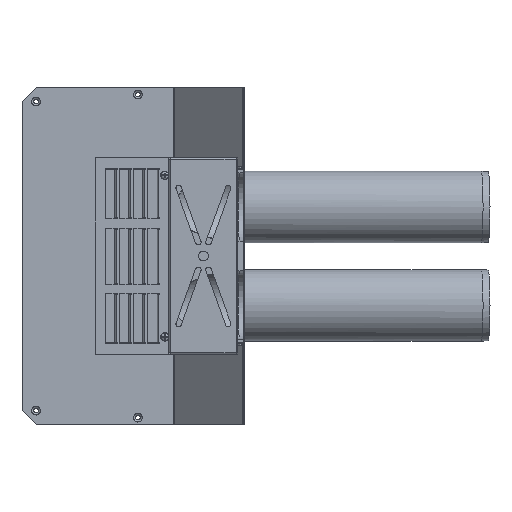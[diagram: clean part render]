
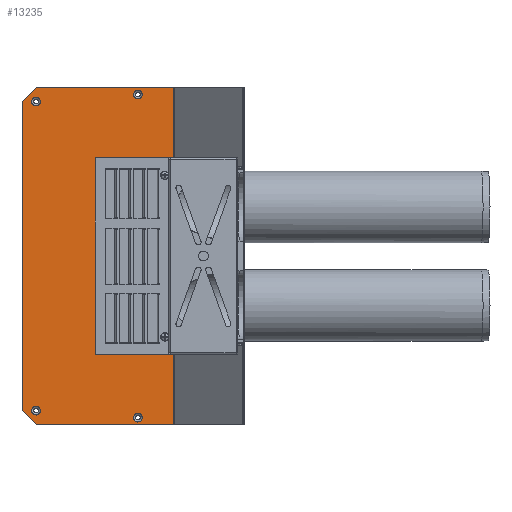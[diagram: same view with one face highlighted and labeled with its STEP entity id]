
A CAD part, top view. The second image highlights one B-rep face of the part: STEP entity #13235.
In plain terms, the highlighted planar face has unit normal (0, 0, 1).
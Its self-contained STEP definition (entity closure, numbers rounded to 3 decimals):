
#1181=FACE_BOUND('',#3047,.T.);
#1182=FACE_BOUND('',#3048,.T.);
#1183=FACE_BOUND('',#3049,.T.);
#1184=FACE_BOUND('',#3050,.T.);
#1646=PLANE('',#14117);
#2277=FACE_OUTER_BOUND('',#3046,.T.);
#3046=EDGE_LOOP('',(#11878,#11879,#11880,#11881,#11882,#11883,#11884,#11885,
#11886,#11887,#11888,#11889,#11890,#11891,#11892,#11893,#11894,#11895,#11896,
#11897));
#3047=EDGE_LOOP('',(#11898));
#3048=EDGE_LOOP('',(#11899));
#3049=EDGE_LOOP('',(#11900));
#3050=EDGE_LOOP('',(#11901));
#4313=LINE('',#20996,#5748);
#4317=LINE('',#21012,#5752);
#4320=LINE('',#21018,#5755);
#4323=LINE('',#21024,#5758);
#4338=LINE('',#21059,#5773);
#4341=LINE('',#21063,#5776);
#4342=LINE('',#21066,#5777);
#4344=LINE('',#21070,#5779);
#4346=LINE('',#21074,#5781);
#4348=LINE('',#21078,#5783);
#4350=LINE('',#21082,#5785);
#4353=LINE('',#21090,#5788);
#4356=LINE('',#21098,#5791);
#4358=LINE('',#21102,#5793);
#4360=LINE('',#21106,#5795);
#4362=LINE('',#21109,#5797);
#4363=LINE('',#21112,#5798);
#4365=LINE('',#21115,#5800);
#5748=VECTOR('',#17100,10.);
#5752=VECTOR('',#17120,10.);
#5755=VECTOR('',#17125,10.);
#5758=VECTOR('',#17130,10.);
#5773=VECTOR('',#17153,10.);
#5776=VECTOR('',#17158,10.);
#5777=VECTOR('',#17161,10.);
#5779=VECTOR('',#17165,10.);
#5781=VECTOR('',#17169,10.);
#5783=VECTOR('',#17173,10.);
#5785=VECTOR('',#17177,10.);
#5788=VECTOR('',#17186,10.);
#5791=VECTOR('',#17195,10.);
#5793=VECTOR('',#17199,10.);
#5795=VECTOR('',#17203,10.);
#5797=VECTOR('',#17207,10.);
#5798=VECTOR('',#17210,10.);
#5800=VECTOR('',#17214,10.);
#6219=CIRCLE('',#13995,6.2);
#6221=CIRCLE('',#13998,6.2);
#6225=CIRCLE('',#14004,6.2);
#6227=CIRCLE('',#14007,6.2);
#6257=CIRCLE('',#14107,2.);
#6258=CIRCLE('',#14110,2.);
#7027=VERTEX_POINT('',#20678);
#7029=VERTEX_POINT('',#20684);
#7033=VERTEX_POINT('',#20696);
#7035=VERTEX_POINT('',#20702);
#7125=VERTEX_POINT('',#20988);
#7126=VERTEX_POINT('',#20992);
#7129=VERTEX_POINT('',#21004);
#7130=VERTEX_POINT('',#21008);
#7132=VERTEX_POINT('',#21016);
#7134=VERTEX_POINT('',#21022);
#7149=VERTEX_POINT('',#21057);
#7150=VERTEX_POINT('',#21058);
#7151=VERTEX_POINT('',#21065);
#7152=VERTEX_POINT('',#21069);
#7153=VERTEX_POINT('',#21073);
#7154=VERTEX_POINT('',#21077);
#7155=VERTEX_POINT('',#21081);
#7156=VERTEX_POINT('',#21085);
#7157=VERTEX_POINT('',#21089);
#7158=VERTEX_POINT('',#21093);
#7159=VERTEX_POINT('',#21097);
#7160=VERTEX_POINT('',#21101);
#7161=VERTEX_POINT('',#21105);
#7162=VERTEX_POINT('',#21111);
#8556=EDGE_CURVE('',#7027,#7027,#6219,.T.);
#8559=EDGE_CURVE('',#7029,#7029,#6221,.T.);
#8565=EDGE_CURVE('',#7033,#7033,#6225,.T.);
#8568=EDGE_CURVE('',#7035,#7035,#6227,.T.);
#8715=EDGE_CURVE('',#7125,#7126,#4313,.T.);
#8723=EDGE_CURVE('',#7129,#7130,#4317,.T.);
#8726=EDGE_CURVE('',#7132,#7126,#4320,.T.);
#8729=EDGE_CURVE('',#7134,#7130,#4323,.T.);
#8746=EDGE_CURVE('',#7149,#7150,#4338,.T.);
#8749=EDGE_CURVE('',#7150,#7132,#4341,.T.);
#8750=EDGE_CURVE('',#7125,#7151,#4342,.T.);
#8752=EDGE_CURVE('',#7151,#7152,#4344,.T.);
#8754=EDGE_CURVE('',#7152,#7153,#4346,.T.);
#8756=EDGE_CURVE('',#7153,#7154,#4348,.T.);
#8758=EDGE_CURVE('',#7154,#7155,#4350,.T.);
#8760=EDGE_CURVE('',#7155,#7156,#6257,.T.);
#8762=EDGE_CURVE('',#7156,#7157,#4353,.T.);
#8764=EDGE_CURVE('',#7157,#7158,#6258,.T.);
#8766=EDGE_CURVE('',#7158,#7159,#4356,.T.);
#8768=EDGE_CURVE('',#7159,#7160,#4358,.T.);
#8770=EDGE_CURVE('',#7160,#7161,#4360,.T.);
#8772=EDGE_CURVE('',#7161,#7134,#4362,.T.);
#8773=EDGE_CURVE('',#7129,#7162,#4363,.T.);
#8775=EDGE_CURVE('',#7162,#7149,#4365,.T.);
#11878=ORIENTED_EDGE('',*,*,#8715,.T.);
#11879=ORIENTED_EDGE('',*,*,#8726,.F.);
#11880=ORIENTED_EDGE('',*,*,#8749,.F.);
#11881=ORIENTED_EDGE('',*,*,#8746,.F.);
#11882=ORIENTED_EDGE('',*,*,#8775,.F.);
#11883=ORIENTED_EDGE('',*,*,#8773,.F.);
#11884=ORIENTED_EDGE('',*,*,#8723,.T.);
#11885=ORIENTED_EDGE('',*,*,#8729,.F.);
#11886=ORIENTED_EDGE('',*,*,#8772,.F.);
#11887=ORIENTED_EDGE('',*,*,#8770,.F.);
#11888=ORIENTED_EDGE('',*,*,#8768,.F.);
#11889=ORIENTED_EDGE('',*,*,#8766,.F.);
#11890=ORIENTED_EDGE('',*,*,#8764,.F.);
#11891=ORIENTED_EDGE('',*,*,#8762,.F.);
#11892=ORIENTED_EDGE('',*,*,#8760,.F.);
#11893=ORIENTED_EDGE('',*,*,#8758,.F.);
#11894=ORIENTED_EDGE('',*,*,#8756,.F.);
#11895=ORIENTED_EDGE('',*,*,#8754,.F.);
#11896=ORIENTED_EDGE('',*,*,#8752,.F.);
#11897=ORIENTED_EDGE('',*,*,#8750,.F.);
#11898=ORIENTED_EDGE('',*,*,#8556,.T.);
#11899=ORIENTED_EDGE('',*,*,#8559,.T.);
#11900=ORIENTED_EDGE('',*,*,#8565,.T.);
#11901=ORIENTED_EDGE('',*,*,#8568,.T.);
#13235=ADVANCED_FACE('',(#2277,#1181,#1182,#1183,#1184),#1646,.T.);
#13995=AXIS2_PLACEMENT_3D('',#20679,#16791,#16792);
#13998=AXIS2_PLACEMENT_3D('',#20685,#16798,#16799);
#14004=AXIS2_PLACEMENT_3D('',#20697,#16812,#16813);
#14007=AXIS2_PLACEMENT_3D('',#20703,#16819,#16820);
#14107=AXIS2_PLACEMENT_3D('',#21086,#17181,#17182);
#14110=AXIS2_PLACEMENT_3D('',#21094,#17190,#17191);
#14117=AXIS2_PLACEMENT_3D('',#21116,#17215,#17216);
#16791=DIRECTION('center_axis',(0.,0.,-1.));
#16792=DIRECTION('ref_axis',(1.,0.,0.));
#16798=DIRECTION('center_axis',(0.,0.,-1.));
#16799=DIRECTION('ref_axis',(1.,0.,0.));
#16812=DIRECTION('center_axis',(0.,0.,-1.));
#16813=DIRECTION('ref_axis',(1.,0.,0.));
#16819=DIRECTION('center_axis',(0.,0.,-1.));
#16820=DIRECTION('ref_axis',(1.,0.,0.));
#17100=DIRECTION('',(0.,1.,0.));
#17120=DIRECTION('',(0.,1.,0.));
#17125=DIRECTION('',(1.,0.,0.));
#17130=DIRECTION('',(1.,0.,0.));
#17153=DIRECTION('',(0.,1.,0.));
#17158=DIRECTION('',(0.707,0.707,0.));
#17161=DIRECTION('',(-1.,0.,0.));
#17165=DIRECTION('',(0.,1.,0.));
#17169=DIRECTION('',(-1.,0.,0.));
#17173=DIRECTION('',(0.,-1.,0.));
#17177=DIRECTION('',(-1.,0.,0.));
#17181=DIRECTION('center_axis',(0.,0.,1.));
#17182=DIRECTION('ref_axis',(0.,-1.,0.));
#17186=DIRECTION('',(0.,-1.,0.));
#17190=DIRECTION('center_axis',(0.,0.,1.));
#17191=DIRECTION('ref_axis',(1.,0.,0.));
#17195=DIRECTION('',(1.,0.,0.));
#17199=DIRECTION('',(0.,-1.,0.));
#17203=DIRECTION('',(1.,0.,0.));
#17207=DIRECTION('',(0.,1.,0.));
#17210=DIRECTION('',(-1.,0.,0.));
#17214=DIRECTION('',(-0.707,0.707,0.));
#17215=DIRECTION('center_axis',(0.,0.,1.));
#17216=DIRECTION('ref_axis',(0.,-1.,0.));
#20678=CARTESIAN_POINT('',(13.8,-220.,2.));
#20679=CARTESIAN_POINT('Origin',(20.,-220.,2.));
#20684=CARTESIAN_POINT('',(13.8,220.,2.));
#20685=CARTESIAN_POINT('Origin',(20.,220.,2.));
#20696=CARTESIAN_POINT('',(158.8,230.,2.));
#20697=CARTESIAN_POINT('Origin',(165.,230.,2.));
#20702=CARTESIAN_POINT('',(158.8,-230.,2.));
#20703=CARTESIAN_POINT('Origin',(165.,-230.,2.));
#20988=CARTESIAN_POINT('',(215.343,125.5,2.));
#20992=CARTESIAN_POINT('',(215.343,240.,2.));
#20996=CARTESIAN_POINT('',(215.343,120.,2.));
#21004=CARTESIAN_POINT('',(215.343,-240.,2.));
#21008=CARTESIAN_POINT('',(215.343,-125.5,2.));
#21012=CARTESIAN_POINT('',(215.343,-62.75,2.));
#21016=CARTESIAN_POINT('',(20.,240.,2.));
#21018=CARTESIAN_POINT('',(217.,240.,2.));
#21022=CARTESIAN_POINT('',(212.5,-125.5,2.));
#21024=CARTESIAN_POINT('',(217.,-125.5,2.));
#21057=CARTESIAN_POINT('',(0.,-220.,2.));
#21058=CARTESIAN_POINT('',(0.,220.,2.));
#21059=CARTESIAN_POINT('',(0.,220.,2.));
#21063=CARTESIAN_POINT('',(20.,240.,2.));
#21065=CARTESIAN_POINT('',(212.5,125.5,2.));
#21066=CARTESIAN_POINT('',(212.5,125.5,2.));
#21069=CARTESIAN_POINT('',(212.5,127.,2.));
#21070=CARTESIAN_POINT('',(212.5,127.,2.));
#21073=CARTESIAN_POINT('',(194.,127.,2.));
#21074=CARTESIAN_POINT('',(194.,127.,2.));
#21077=CARTESIAN_POINT('',(194.,125.5,2.));
#21078=CARTESIAN_POINT('',(194.,125.5,2.));
#21081=CARTESIAN_POINT('',(117.,125.5,2.));
#21082=CARTESIAN_POINT('',(117.,125.5,2.));
#21085=CARTESIAN_POINT('',(115.,123.5,2.));
#21086=CARTESIAN_POINT('Origin',(117.,123.5,2.));
#21089=CARTESIAN_POINT('',(115.,-123.5,2.));
#21090=CARTESIAN_POINT('',(115.,-123.5,2.));
#21093=CARTESIAN_POINT('',(117.,-125.5,2.));
#21094=CARTESIAN_POINT('Origin',(117.,-123.5,2.));
#21097=CARTESIAN_POINT('',(194.,-125.5,2.));
#21098=CARTESIAN_POINT('',(194.,-125.5,2.));
#21101=CARTESIAN_POINT('',(194.,-127.,2.));
#21102=CARTESIAN_POINT('',(194.,-127.,2.));
#21105=CARTESIAN_POINT('',(212.5,-127.,2.));
#21106=CARTESIAN_POINT('',(212.5,-127.,2.));
#21109=CARTESIAN_POINT('',(212.5,-125.5,2.));
#21111=CARTESIAN_POINT('',(20.,-240.,2.));
#21112=CARTESIAN_POINT('',(20.,-240.,2.));
#21115=CARTESIAN_POINT('',(0.,-220.,2.));
#21116=CARTESIAN_POINT('Origin',(101.783,0.,
2.));
